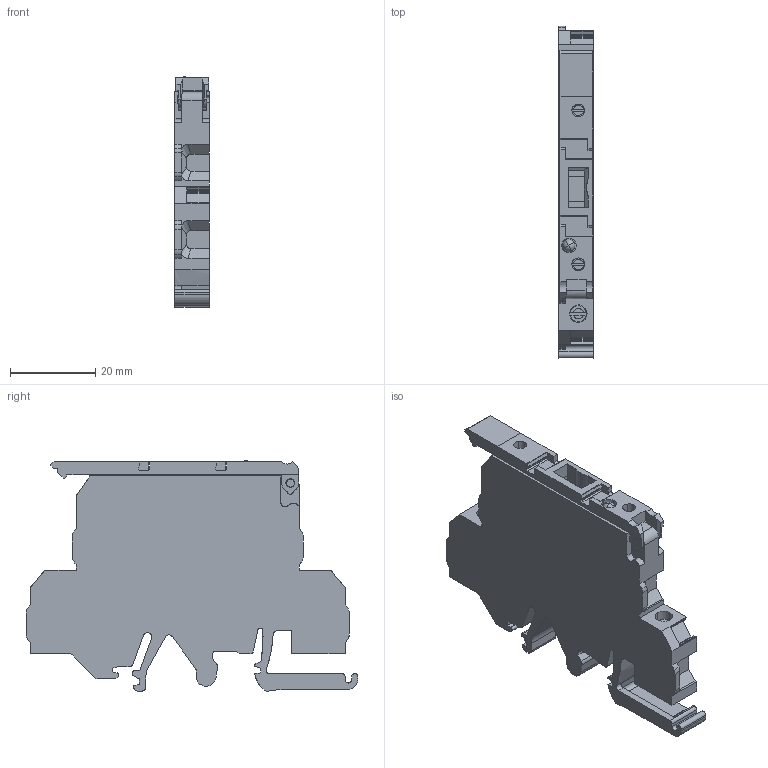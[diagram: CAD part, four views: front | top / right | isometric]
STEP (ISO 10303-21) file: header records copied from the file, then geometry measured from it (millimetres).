
FILE_DESCRIPTION(('CATIA V5 STEP Exchange','CAx-IF Rec.Pracs.--- Model Styling and Organization---1.5--- 2016-08-15','CAx-IF Rec.Pracs.---Supplemental Geometry---1.0---2011-11-01','CAx-IF Rec.Pracs.--- Composite Materials ---1.1---2010-07-15'),'2;1');
FILE_NAME ('034902-1_2', '2025-09-19T08:39:02+00:00', ('none'), ('Weidmueller'), 'CATIA Version 5-6 Release 2024 SP4', 'CATIA V5 STEP AP214 v3', 'none');
FILE_SCHEMA(('AUTOMOTIVE_DESIGN { 1 0 10303 214 1 1 1 1 }'));
Length unit declared in the file: millimetre
Products named in the file (1): 9802720001_KDKS_1EN_LLC
Bounding box: 8.12 x 77.66 x 53.9 mm (x, y, z)
Volume: 21680 mm3; surface area: 10551 mm2
Topology: 1 solids, 3 shells, 599 faces, 1690 edges, 1109 vertices
Faces by surface type: plane 299, cylinder 181, extrusion 56, torus 51, bspline 8, sphere 4
Entity records: 19881 total; most frequent: CARTESIAN_POINT 5268, ORIENTED_EDGE 3372, DIRECTION 2322, EDGE_CURVE 1686, VECTOR 1140, VERTEX_POINT 1109, LINE 1084, AXIS2_PLACEMENT_3D 797
